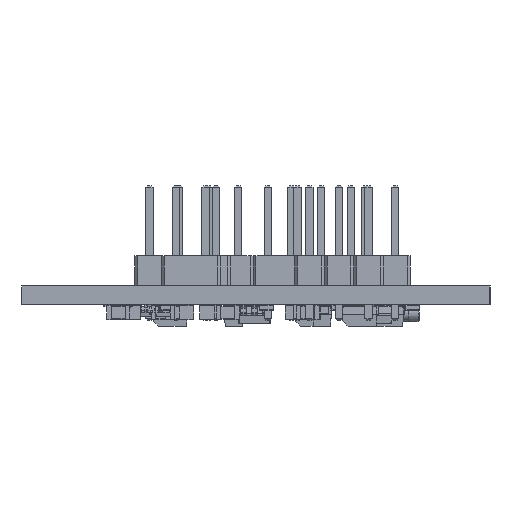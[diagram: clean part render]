
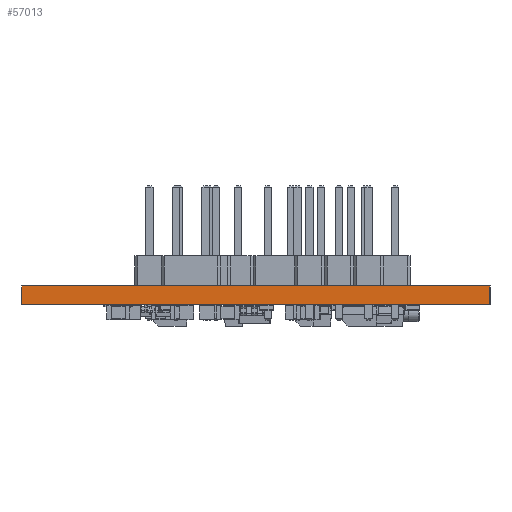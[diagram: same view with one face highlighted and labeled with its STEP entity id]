
A CAD part, left-side view. The second image highlights one B-rep face of the part: STEP entity #57013.
In plain terms, the highlighted planar face has unit normal (-1, 0, 0).
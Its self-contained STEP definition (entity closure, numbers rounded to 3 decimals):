
#56832 = PLANE('',#56833);
#56833 = AXIS2_PLACEMENT_3D('',#56834,#56835,#56836);
#56834 = CARTESIAN_POINT('',(65.786,5.334,0.));
#56835 = DIRECTION('',(0.,-1.,0.));
#56836 = DIRECTION('',(-1.,0.,0.));
#56857 = VERTEX_POINT('',#56858);
#56858 = CARTESIAN_POINT('',(5.334,5.334,1.6));
#56872 = PLANE('',#56873);
#56873 = AXIS2_PLACEMENT_3D('',#56874,#56875,#56876);
#56874 = CARTESIAN_POINT('',(35.56,25.4,1.6));
#56875 = DIRECTION('',(-0.,-0.,-1.));
#56876 = DIRECTION('',(-1.,0.,0.));
#56884 = EDGE_CURVE('',#56885,#56857,#56887,.T.);
#56885 = VERTEX_POINT('',#56886);
#56886 = CARTESIAN_POINT('',(5.334,5.334,0.));
#56887 = SURFACE_CURVE('',#56888,(#56892,#56899),.PCURVE_S1.);
#56888 = LINE('',#56889,#56890);
#56889 = CARTESIAN_POINT('',(5.334,5.334,0.));
#56890 = VECTOR('',#56891,1.);
#56891 = DIRECTION('',(0.,0.,1.));
#56892 = PCURVE('',#56832,#56893);
#56893 = DEFINITIONAL_REPRESENTATION('',(#56894),#56898);
#56894 = LINE('',#56895,#56896);
#56895 = CARTESIAN_POINT('',(60.452,0.));
#56896 = VECTOR('',#56897,1.);
#56897 = DIRECTION('',(0.,-1.));
#56898 = ( GEOMETRIC_REPRESENTATION_CONTEXT(2) 
PARAMETRIC_REPRESENTATION_CONTEXT() REPRESENTATION_CONTEXT('2D SPACE',''
  ) );
#56899 = PCURVE('',#56900,#56905);
#56900 = PLANE('',#56901);
#56901 = AXIS2_PLACEMENT_3D('',#56902,#56903,#56904);
#56902 = CARTESIAN_POINT('',(5.334,5.334,0.));
#56903 = DIRECTION('',(-1.,0.,0.));
#56904 = DIRECTION('',(0.,1.,0.));
#56905 = DEFINITIONAL_REPRESENTATION('',(#56906),#56910);
#56906 = LINE('',#56907,#56908);
#56907 = CARTESIAN_POINT('',(0.,0.));
#56908 = VECTOR('',#56909,1.);
#56909 = DIRECTION('',(0.,-1.));
#56910 = ( GEOMETRIC_REPRESENTATION_CONTEXT(2) 
PARAMETRIC_REPRESENTATION_CONTEXT() REPRESENTATION_CONTEXT('2D SPACE',''
  ) );
#56926 = PLANE('',#56927);
#56927 = AXIS2_PLACEMENT_3D('',#56928,#56929,#56930);
#56928 = CARTESIAN_POINT('',(35.56,25.4,0.));
#56929 = DIRECTION('',(-0.,-0.,-1.));
#56930 = DIRECTION('',(-1.,0.,0.));
#56959 = PLANE('',#56960);
#56960 = AXIS2_PLACEMENT_3D('',#56961,#56962,#56963);
#56961 = CARTESIAN_POINT('',(5.334,45.466,0.));
#56962 = DIRECTION('',(0.,1.,0.));
#56963 = DIRECTION('',(1.,0.,0.));
#57013 = ADVANCED_FACE('',(#57014),#56900,.T.);
#57014 = FACE_BOUND('',#57015,.T.);
#57015 = EDGE_LOOP('',(#57016,#57017,#57040,#57063));
#57016 = ORIENTED_EDGE('',*,*,#56884,.T.);
#57017 = ORIENTED_EDGE('',*,*,#57018,.T.);
#57018 = EDGE_CURVE('',#56857,#57019,#57021,.T.);
#57019 = VERTEX_POINT('',#57020);
#57020 = CARTESIAN_POINT('',(5.334,45.466,1.6));
#57021 = SURFACE_CURVE('',#57022,(#57026,#57033),.PCURVE_S1.);
#57022 = LINE('',#57023,#57024);
#57023 = CARTESIAN_POINT('',(5.334,5.334,1.6));
#57024 = VECTOR('',#57025,1.);
#57025 = DIRECTION('',(0.,1.,0.));
#57026 = PCURVE('',#56900,#57027);
#57027 = DEFINITIONAL_REPRESENTATION('',(#57028),#57032);
#57028 = LINE('',#57029,#57030);
#57029 = CARTESIAN_POINT('',(0.,-1.6));
#57030 = VECTOR('',#57031,1.);
#57031 = DIRECTION('',(1.,0.));
#57032 = ( GEOMETRIC_REPRESENTATION_CONTEXT(2) 
PARAMETRIC_REPRESENTATION_CONTEXT() REPRESENTATION_CONTEXT('2D SPACE',''
  ) );
#57033 = PCURVE('',#56872,#57034);
#57034 = DEFINITIONAL_REPRESENTATION('',(#57035),#57039);
#57035 = LINE('',#57036,#57037);
#57036 = CARTESIAN_POINT('',(30.226,-20.066));
#57037 = VECTOR('',#57038,1.);
#57038 = DIRECTION('',(0.,1.));
#57039 = ( GEOMETRIC_REPRESENTATION_CONTEXT(2) 
PARAMETRIC_REPRESENTATION_CONTEXT() REPRESENTATION_CONTEXT('2D SPACE',''
  ) );
#57040 = ORIENTED_EDGE('',*,*,#57041,.F.);
#57041 = EDGE_CURVE('',#57042,#57019,#57044,.T.);
#57042 = VERTEX_POINT('',#57043);
#57043 = CARTESIAN_POINT('',(5.334,45.466,0.));
#57044 = SURFACE_CURVE('',#57045,(#57049,#57056),.PCURVE_S1.);
#57045 = LINE('',#57046,#57047);
#57046 = CARTESIAN_POINT('',(5.334,45.466,0.));
#57047 = VECTOR('',#57048,1.);
#57048 = DIRECTION('',(0.,0.,1.));
#57049 = PCURVE('',#56900,#57050);
#57050 = DEFINITIONAL_REPRESENTATION('',(#57051),#57055);
#57051 = LINE('',#57052,#57053);
#57052 = CARTESIAN_POINT('',(40.132,0.));
#57053 = VECTOR('',#57054,1.);
#57054 = DIRECTION('',(0.,-1.));
#57055 = ( GEOMETRIC_REPRESENTATION_CONTEXT(2) 
PARAMETRIC_REPRESENTATION_CONTEXT() REPRESENTATION_CONTEXT('2D SPACE',''
  ) );
#57056 = PCURVE('',#56959,#57057);
#57057 = DEFINITIONAL_REPRESENTATION('',(#57058),#57062);
#57058 = LINE('',#57059,#57060);
#57059 = CARTESIAN_POINT('',(0.,0.));
#57060 = VECTOR('',#57061,1.);
#57061 = DIRECTION('',(0.,-1.));
#57062 = ( GEOMETRIC_REPRESENTATION_CONTEXT(2) 
PARAMETRIC_REPRESENTATION_CONTEXT() REPRESENTATION_CONTEXT('2D SPACE',''
  ) );
#57063 = ORIENTED_EDGE('',*,*,#57064,.F.);
#57064 = EDGE_CURVE('',#56885,#57042,#57065,.T.);
#57065 = SURFACE_CURVE('',#57066,(#57070,#57077),.PCURVE_S1.);
#57066 = LINE('',#57067,#57068);
#57067 = CARTESIAN_POINT('',(5.334,5.334,0.));
#57068 = VECTOR('',#57069,1.);
#57069 = DIRECTION('',(0.,1.,0.));
#57070 = PCURVE('',#56900,#57071);
#57071 = DEFINITIONAL_REPRESENTATION('',(#57072),#57076);
#57072 = LINE('',#57073,#57074);
#57073 = CARTESIAN_POINT('',(0.,0.));
#57074 = VECTOR('',#57075,1.);
#57075 = DIRECTION('',(1.,0.));
#57076 = ( GEOMETRIC_REPRESENTATION_CONTEXT(2) 
PARAMETRIC_REPRESENTATION_CONTEXT() REPRESENTATION_CONTEXT('2D SPACE',''
  ) );
#57077 = PCURVE('',#56926,#57078);
#57078 = DEFINITIONAL_REPRESENTATION('',(#57079),#57083);
#57079 = LINE('',#57080,#57081);
#57080 = CARTESIAN_POINT('',(30.226,-20.066));
#57081 = VECTOR('',#57082,1.);
#57082 = DIRECTION('',(0.,1.));
#57083 = ( GEOMETRIC_REPRESENTATION_CONTEXT(2) 
PARAMETRIC_REPRESENTATION_CONTEXT() REPRESENTATION_CONTEXT('2D SPACE',''
  ) );
